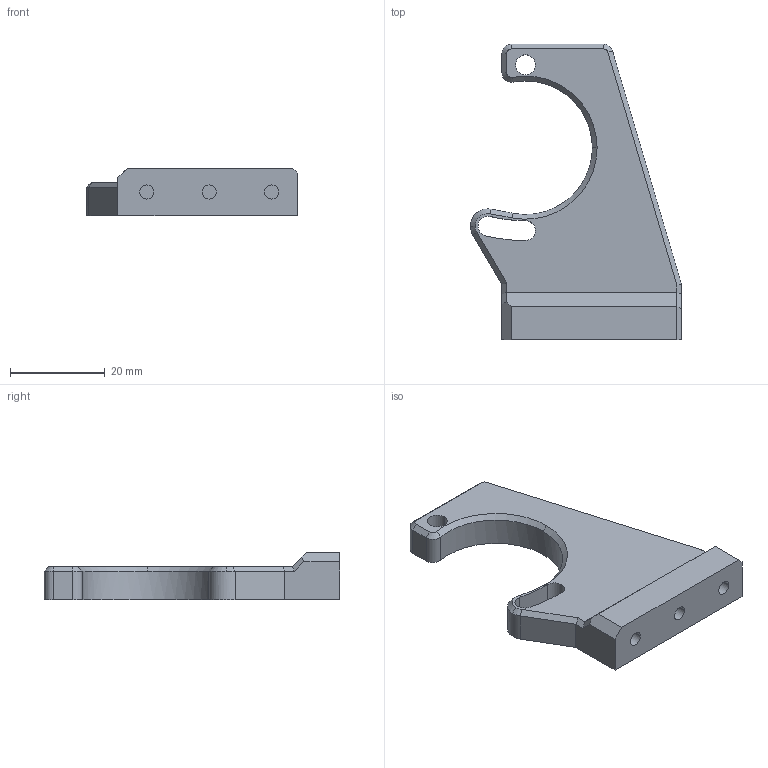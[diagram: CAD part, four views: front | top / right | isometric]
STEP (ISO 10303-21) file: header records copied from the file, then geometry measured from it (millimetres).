
FILE_DESCRIPTION (( 'STEP AP203' ), '1' );
FILE_NAME ('16_DEC_motor_mount_v7.step', '2020-05-23T22:35:58', ( '' ), ( '' ), 'SwSTEP 2.0', 'SolidWorks 2019', '' );
FILE_SCHEMA (( 'CONFIG_CONTROL_DESIGN' ));
Length unit declared in the file: millimetre
Products named in the file (1): 16_DEC_motor_mount_v7
Bounding box: 44.52 x 62.37 x 10 mm (x, y, z)
Volume: 11435.1 mm3; surface area: 5228.1 mm2
Topology: 1 solids, 1 shells, 50 faces, 121 edges, 76 vertices
Faces by surface type: plane 26, cylinder 17, cone 7
Entity records: 1541 total; most frequent: DIRECTION 266, CARTESIAN_POINT 248, ORIENTED_EDGE 242, EDGE_CURVE 121, AXIS2_PLACEMENT_3D 94, LINE 78, VECTOR 78, VERTEX_POINT 76
